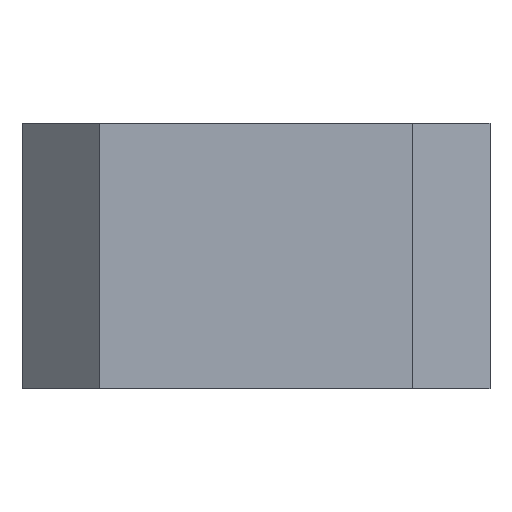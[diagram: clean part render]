
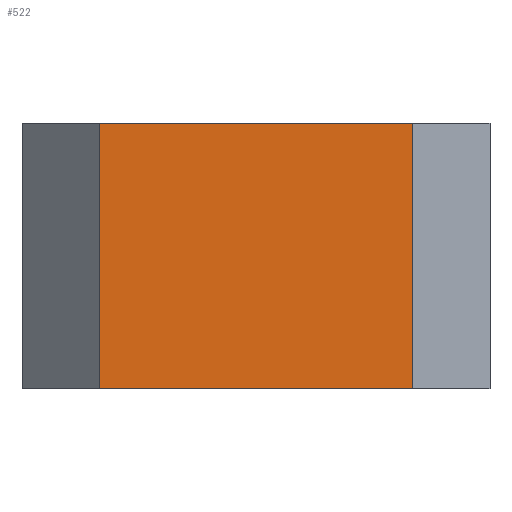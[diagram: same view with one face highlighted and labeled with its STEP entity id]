
A CAD part, left-side view. The second image highlights one B-rep face of the part: STEP entity #522.
In plain terms, the highlighted planar face has unit normal (-1, 0, 0).
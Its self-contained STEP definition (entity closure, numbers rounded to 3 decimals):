
#7 = DIRECTION ( 'NONE',  ( 0., -1., 0. ) ) ;
#8 = AXIS2_PLACEMENT_3D ( 'NONE', #345, #342, #57 ) ;
#39 = VERTEX_POINT ( 'NONE', #243 ) ;
#42 = VERTEX_POINT ( 'NONE', #546 ) ;
#57 = DIRECTION ( 'NONE',  ( 0., 1., 0. ) ) ;
#61 = LINE ( 'NONE', #300, #424 ) ;
#111 = FACE_OUTER_BOUND ( 'NONE', #527, .T. ) ;
#171 = VERTEX_POINT ( 'NONE', #468 ) ;
#209 = VECTOR ( 'NONE', #499, 1000. ) ;
#222 = LINE ( 'NONE', #277, #263 ) ;
#235 = ORIENTED_EDGE ( 'NONE', *, *, #532, .F. ) ;
#237 = ORIENTED_EDGE ( 'NONE', *, *, #621, .F. ) ;
#243 = CARTESIAN_POINT ( 'NONE',  ( -21.15, -14.15, 0. ) ) ;
#253 = EDGE_CURVE ( 'NONE', #372, #42, #222, .T. ) ;
#263 = VECTOR ( 'NONE', #376, 1000. ) ;
#277 = CARTESIAN_POINT ( 'NONE',  ( -21.15, 14.15, 24. ) ) ;
#300 = CARTESIAN_POINT ( 'NONE',  ( -21.15, 14.15, 0. ) ) ;
#315 = CARTESIAN_POINT ( 'NONE',  ( -21.15, -14.15, 24. ) ) ;
#342 = DIRECTION ( 'NONE',  ( 1., 0., 0. ) ) ;
#345 = CARTESIAN_POINT ( 'NONE',  ( -21.15, 14.15, 24. ) ) ;
#372 = VERTEX_POINT ( 'NONE', #457 ) ;
#376 = DIRECTION ( 'NONE',  ( 0., 0., -1. ) ) ;
#421 = DIRECTION ( 'NONE',  ( 0., 0., -1. ) ) ;
#424 = VECTOR ( 'NONE', #7, 1000. ) ;
#456 = CARTESIAN_POINT ( 'NONE',  ( -21.15, 14.15, 24. ) ) ;
#457 = CARTESIAN_POINT ( 'NONE',  ( -21.15, 14.15, 24. ) ) ;
#467 = EDGE_CURVE ( 'NONE', #42, #39, #61, .T. ) ;
#468 = CARTESIAN_POINT ( 'NONE',  ( -21.15, -14.15, 24. ) ) ;
#473 = ORIENTED_EDGE ( 'NONE', *, *, #467, .T. ) ;
#499 = DIRECTION ( 'NONE',  ( 0., -1., 0. ) ) ;
#516 = VECTOR ( 'NONE', #421, 1000. ) ;
#522 = ADVANCED_FACE ( 'NONE', ( #111 ), #556, .F. ) ;
#525 = LINE ( 'NONE', #315, #516 ) ;
#527 = EDGE_LOOP ( 'NONE', ( #473, #237, #235, #606 ) ) ;
#532 = EDGE_CURVE ( 'NONE', #372, #171, #551, .T. ) ;
#546 = CARTESIAN_POINT ( 'NONE',  ( -21.15, 14.15, 0. ) ) ;
#551 = LINE ( 'NONE', #456, #209 ) ;
#556 = PLANE ( 'NONE',  #8 ) ;
#606 = ORIENTED_EDGE ( 'NONE', *, *, #253, .T. ) ;
#621 = EDGE_CURVE ( 'NONE', #171, #39, #525, .T. ) ;
